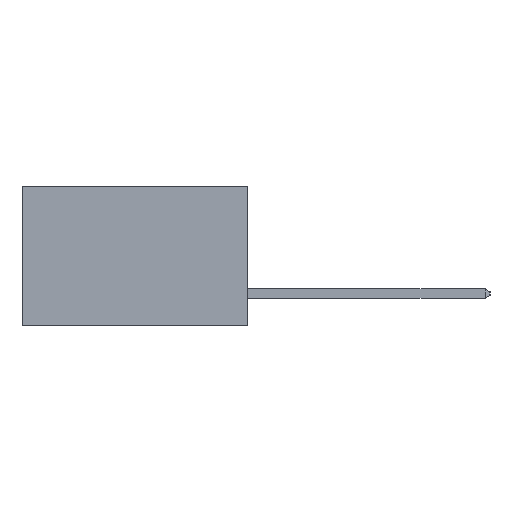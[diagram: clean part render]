
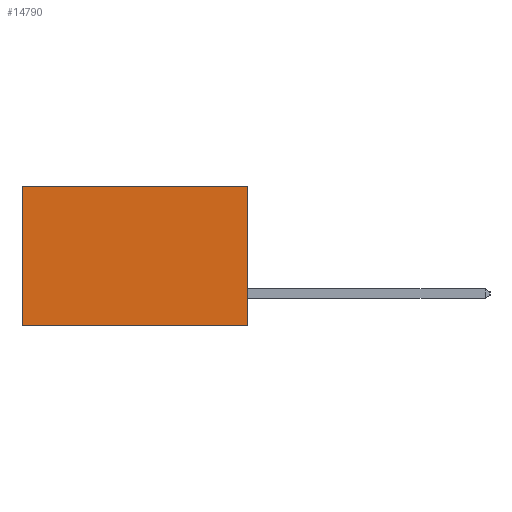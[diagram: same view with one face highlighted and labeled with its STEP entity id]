
A CAD part, left-side view. The second image highlights one B-rep face of the part: STEP entity #14790.
In plain terms, the highlighted planar face has unit normal (-1, 0, 0).
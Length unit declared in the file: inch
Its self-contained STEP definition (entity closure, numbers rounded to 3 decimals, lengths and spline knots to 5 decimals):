
#81 = EDGE_CURVE ( 'NONE', #5779, #4272, #13133, .T. ) ;
#551 = EDGE_CURVE ( 'NONE', #3970, #4272, #4596, .T. ) ;
#1021 = CARTESIAN_POINT ( 'NONE',  ( 0.298, 0., -0.37 ) ) ;
#1242 = EDGE_CURVE ( 'NONE', #14635, #3970, #4759, .T. ) ;
#1910 = CARTESIAN_POINT ( 'NONE',  ( 0.298, 0., 0. ) ) ;
#2282 = PLANE ( 'NONE',  #5661 ) ;
#2523 = FACE_OUTER_BOUND ( 'NONE', #6417, .T. ) ;
#2556 = CARTESIAN_POINT ( 'NONE',  ( 0.298, 0.6, -0.37 ) ) ;
#2716 = CARTESIAN_POINT ( 'NONE',  ( 0.298, 0.6, 0. ) ) ;
#3784 = ORIENTED_EDGE ( 'NONE', *, *, #1242, .F. ) ;
#3970 = VERTEX_POINT ( 'NONE', #1021 ) ;
#4272 = VERTEX_POINT ( 'NONE', #2556 ) ;
#4318 = DIRECTION ( 'NONE',  ( 0., 1., 0. ) ) ;
#4596 = LINE ( 'NONE', #10579, #13439 ) ;
#4759 = LINE ( 'NONE', #10930, #10731 ) ;
#5661 = AXIS2_PLACEMENT_3D ( 'NONE', #10694, #12848, #5980 ) ;
#5779 = VERTEX_POINT ( 'NONE', #13816 ) ;
#5980 = DIRECTION ( 'NONE',  ( 0., 0., -1. ) ) ;
#6059 = DIRECTION ( 'NONE',  ( 0., 1., 0. ) ) ;
#6417 = EDGE_LOOP ( 'NONE', ( #12132, #8687, #3784, #12003 ) ) ;
#7152 = LINE ( 'NONE', #1910, #13187 ) ;
#8687 = ORIENTED_EDGE ( 'NONE', *, *, #551, .F. ) ;
#9342 = CARTESIAN_POINT ( 'NONE',  ( 0.298, 0., 0. ) ) ;
#10043 = DIRECTION ( 'NONE',  ( 0., 0., -1. ) ) ;
#10139 = DIRECTION ( 'NONE',  ( 0., 0., -1. ) ) ;
#10254 = VECTOR ( 'NONE', #10139, 39.37008 ) ;
#10579 = CARTESIAN_POINT ( 'NONE',  ( 0.298, 0., -0.37 ) ) ;
#10694 = CARTESIAN_POINT ( 'NONE',  ( 0.298, 0., 0. ) ) ;
#10731 = VECTOR ( 'NONE', #10043, 39.37008 ) ;
#10930 = CARTESIAN_POINT ( 'NONE',  ( 0.298, 0., 0. ) ) ;
#12003 = ORIENTED_EDGE ( 'NONE', *, *, #13190, .T. ) ;
#12132 = ORIENTED_EDGE ( 'NONE', *, *, #81, .T. ) ;
#12848 = DIRECTION ( 'NONE',  ( 1., 0., 0. ) ) ;
#13133 = LINE ( 'NONE', #2716, #10254 ) ;
#13187 = VECTOR ( 'NONE', #4318, 39.37008 ) ;
#13190 = EDGE_CURVE ( 'NONE', #14635, #5779, #7152, .T. ) ;
#13439 = VECTOR ( 'NONE', #6059, 39.37008 ) ;
#13816 = CARTESIAN_POINT ( 'NONE',  ( 0.298, 0.6, 0. ) ) ;
#14635 = VERTEX_POINT ( 'NONE', #9342 ) ;
#14790 = ADVANCED_FACE ( 'NONE', ( #2523 ), #2282, .F. ) ;
